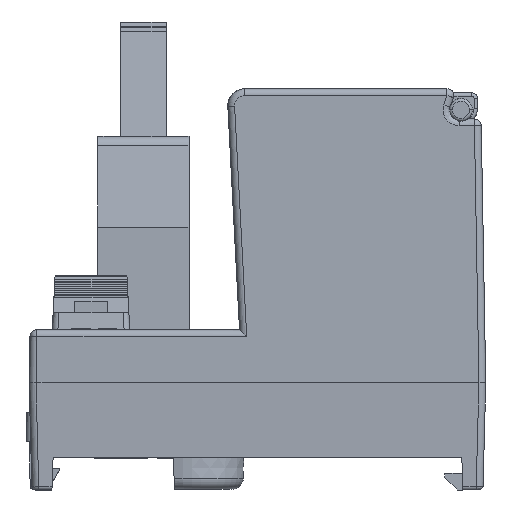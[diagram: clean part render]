
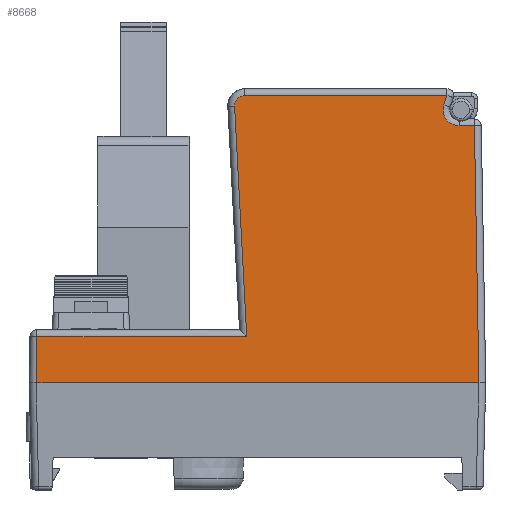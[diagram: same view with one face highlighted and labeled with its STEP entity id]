
A CAD part, left-side view. The second image highlights one B-rep face of the part: STEP entity #8668.
In plain terms, the highlighted planar face has unit normal (-1, 0, 0.002).
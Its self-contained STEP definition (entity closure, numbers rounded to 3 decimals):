
#1779=FACE_OUTER_BOUND('',#24059,.T.);
#8668=ADVANCED_FACE('',(#1779),#15828,.F.);
#15828=PLANE('',#143789);
#22418=B_SPLINE_CURVE_WITH_KNOTS('',3,(#189971,#189972,#189973,#189974,#189975,
#189976),.UNSPECIFIED.,.F.,.F.,(4,2,4),(0.,0.5,1.),.UNSPECIFIED.);
#24059=EDGE_LOOP('',(#34473,#34474,#34475,#34476,#34477,#34478,#34479,#34480,
#34481,#34482));
#31587=CIRCLE('',#143777,0.9);
#34473=ORIENTED_EDGE('',*,*,#87881,.F.);
#34474=ORIENTED_EDGE('',*,*,#87885,.T.);
#34475=ORIENTED_EDGE('',*,*,#87869,.T.);
#34476=ORIENTED_EDGE('',*,*,#87888,.F.);
#34477=ORIENTED_EDGE('',*,*,#87891,.T.);
#34478=ORIENTED_EDGE('',*,*,#87873,.T.);
#34479=ORIENTED_EDGE('',*,*,#87864,.F.);
#34480=ORIENTED_EDGE('',*,*,#87903,.T.);
#34481=ORIENTED_EDGE('',*,*,#87906,.F.);
#34482=ORIENTED_EDGE('',*,*,#87905,.T.);
#74245=VERTEX_POINT('',#189869);
#74246=VERTEX_POINT('',#189871);
#74250=VERTEX_POINT('',#189900);
#74251=VERTEX_POINT('',#189902);
#74253=VERTEX_POINT('',#189913);
#74255=VERTEX_POINT('',#189919);
#74259=VERTEX_POINT('',#189946);
#74262=VERTEX_POINT('',#190024);
#74267=VERTEX_POINT('',#190071);
#74268=VERTEX_POINT('',#190090);
#87864=EDGE_CURVE('',#74246,#74245,#107977,.T.);
#87869=EDGE_CURVE('',#74251,#74250,#107979,.T.);
#87873=EDGE_CURVE('',#74253,#74245,#107980,.T.);
#87881=EDGE_CURVE('',#74259,#74255,#107982,.T.);
#87885=EDGE_CURVE('',#74259,#74251,#22418,.T.);
#87888=EDGE_CURVE('',#74262,#74250,#107985,.T.);
#87891=EDGE_CURVE('',#74262,#74253,#31587,.T.);
#87903=EDGE_CURVE('',#74246,#74267,#107995,.T.);
#87905=EDGE_CURVE('',#74268,#74255,#107996,.T.);
#87906=EDGE_CURVE('',#74268,#74267,#107997,.T.);
#107977=LINE('',#189872,#126338);
#107979=LINE('',#189901,#126340);
#107980=LINE('',#189912,#126341);
#107982=LINE('',#189947,#126343);
#107985=LINE('',#190025,#126346);
#107995=LINE('',#190072,#126356);
#107996=LINE('',#190091,#126357);
#107997=LINE('',#190093,#126358);
#126338=VECTOR('',#153555,1.);
#126340=VECTOR('',#153565,1.);
#126341=VECTOR('',#153574,1.);
#126343=VECTOR('',#153590,1.);
#126346=VECTOR('',#153597,1.);
#126356=VECTOR('',#153631,1.);
#126357=VECTOR('',#153634,1.);
#126358=VECTOR('',#153637,1.);
#143777=AXIS2_PLACEMENT_3D('',#190033,#153602,#153603);
#143789=AXIS2_PLACEMENT_3D('',#190094,#153638,#153639);
#153555=DIRECTION('',(0.,-1.,0.));
#153565=DIRECTION('',(0.002,-0.308,0.951));
#153574=DIRECTION('',(-0.002,-0.052,-0.999));
#153590=DIRECTION('',(0.,-1.,0.));
#153597=DIRECTION('',(0.,-1.,0.));
#153602=DIRECTION('',(-1.,0.,0.002));
#153603=DIRECTION('',(0.,0.999,-0.052));
#153631=DIRECTION('',(-0.002,0.017,-1.));
#153634=DIRECTION('',(0.002,0.017,1.));
#153637=DIRECTION('',(0.,1.,0.));
#153638=DIRECTION('',(1.,0.,-0.002));
#153639=DIRECTION('',(0.,-1.,0.));
#189869=CARTESIAN_POINT('',(-18.859,-5.082,2.201));
#189871=CARTESIAN_POINT('',(-18.859,13.329,2.201));
#189872=CARTESIAN_POINT('',(-18.859,-5.082,2.201));
#189900=CARTESIAN_POINT('',(-18.822,-22.649,23.351));
#189901=CARTESIAN_POINT('',(-18.822,-22.649,23.351));
#189902=CARTESIAN_POINT('',(-18.823,-22.384,22.532));
#189912=CARTESIAN_POINT('',(-18.859,-5.082,2.201));
#189913=CARTESIAN_POINT('',(-18.823,-4.023,22.404));
#189919=CARTESIAN_POINT('',(-18.826,-25.056,20.701));
#189946=CARTESIAN_POINT('',(-18.826,-23.716,20.701));
#189947=CARTESIAN_POINT('',(-18.826,-25.056,20.701));
#189971=CARTESIAN_POINT('',(-18.826,-23.716,20.701));
#189972=CARTESIAN_POINT('',(-18.826,-23.274,20.702));
#189973=CARTESIAN_POINT('',(-18.826,-22.841,20.924));
#189974=CARTESIAN_POINT('',(-18.825,-22.327,21.631));
#189975=CARTESIAN_POINT('',(-18.824,-22.248,22.11));
#189976=CARTESIAN_POINT('',(-18.823,-22.384,22.532));
#190024=CARTESIAN_POINT('',(-18.822,-4.922,23.351));
#190025=CARTESIAN_POINT('',(-18.822,-22.649,23.351));
#190033=CARTESIAN_POINT('',(-18.823,-4.922,22.451));
#190071=CARTESIAN_POINT('',(-18.866,13.4,-1.85));
#190072=CARTESIAN_POINT('',(-18.866,13.4,-1.85));
#190090=CARTESIAN_POINT('',(-18.866,-25.45,-1.85));
#190091=CARTESIAN_POINT('',(-18.826,-25.056,20.701));
#190093=CARTESIAN_POINT('',(-18.866,-25.45,-1.85));
#190094=CARTESIAN_POINT('',(-18.821,-34.77,23.95));
